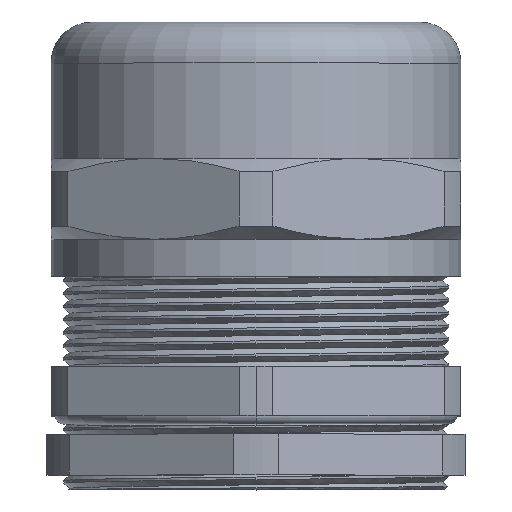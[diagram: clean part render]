
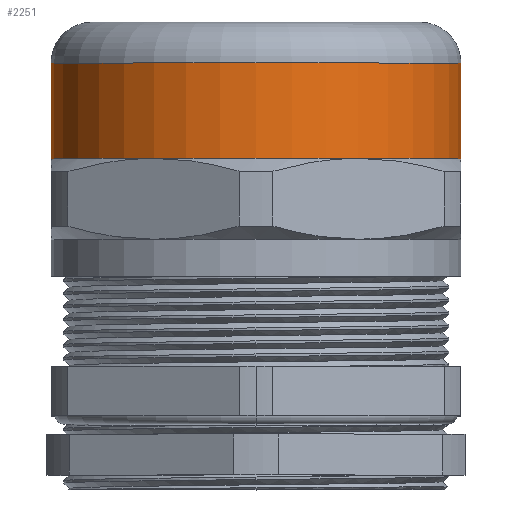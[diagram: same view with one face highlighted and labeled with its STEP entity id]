
A CAD part, top view. The second image highlights one B-rep face of the part: STEP entity #2251.
In plain terms, the highlighted cylindrical face has radius 25 mm (diameter 50 mm), a partial arc.
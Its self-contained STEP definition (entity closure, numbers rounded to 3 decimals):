
#30 = CIRCLE ( 'NONE', #7013, 25. ) ;
#260 = EDGE_CURVE ( 'NONE', #6704, #532, #2293, .T. ) ;
#507 = VECTOR ( 'NONE', #12199, 1000. ) ;
#532 = VERTEX_POINT ( 'NONE', #3781 ) ;
#655 = LINE ( 'NONE', #3644, #957 ) ;
#761 = ORIENTED_EDGE ( 'NONE', *, *, #9564, .F. ) ;
#900 = ORIENTED_EDGE ( 'NONE', *, *, #260, .F. ) ;
#957 = VECTOR ( 'NONE', #10298, 1000. ) ;
#2210 = AXIS2_PLACEMENT_3D ( 'NONE', #5946, #5937, #5931 ) ;
#2223 = DIRECTION ( 'NONE',  ( 1., 0., 0. ) ) ;
#2251 = ADVANCED_FACE ( 'NONE', ( #9119 ), #6298, .T. ) ;
#2270 = CARTESIAN_POINT ( 'NONE',  ( 0., -9., 0. ) ) ;
#2293 = CIRCLE ( 'NONE', #6165, 25. ) ;
#2330 = DIRECTION ( 'NONE',  ( 0., -1., 0. ) ) ;
#2531 = ORIENTED_EDGE ( 'NONE', *, *, #3141, .F. ) ;
#2736 = EDGE_LOOP ( 'NONE', ( #8820, #9569, #900, #761, #2531, #7484 ) ) ;
#2908 = EDGE_CURVE ( 'NONE', #4297, #7091, #30, .T. ) ;
#2925 = CIRCLE ( 'NONE', #6001, 25. ) ;
#3141 = EDGE_CURVE ( 'NONE', #4855, #6397, #7661, .T. ) ;
#3593 = CARTESIAN_POINT ( 'NONE',  ( -25., 43., 0. ) ) ;
#3644 = CARTESIAN_POINT ( 'NONE',  ( -25., -9., 0. ) ) ;
#3781 = CARTESIAN_POINT ( 'NONE',  ( -25., 31.375, 0. ) ) ;
#4297 = VERTEX_POINT ( 'NONE', #5316 ) ;
#4639 = DIRECTION ( 'NONE',  ( 0., -1., 0. ) ) ;
#4855 = VERTEX_POINT ( 'NONE', #11464 ) ;
#4988 = DIRECTION ( 'NONE',  ( 1., 0., 0. ) ) ;
#5003 = DIRECTION ( 'NONE',  ( 0., -1., 0. ) ) ;
#5029 = CARTESIAN_POINT ( 'NONE',  ( 0., 31.375, 0. ) ) ;
#5316 = CARTESIAN_POINT ( 'NONE',  ( 25., 43., 0. ) ) ;
#5931 = DIRECTION ( 'NONE',  ( 1., 0., 0. ) ) ;
#5937 = DIRECTION ( 'NONE',  ( 0., -1., 0. ) ) ;
#5946 = CARTESIAN_POINT ( 'NONE',  ( 0., 31.375, 0. ) ) ;
#6001 = AXIS2_PLACEMENT_3D ( 'NONE', #10307, #4639, #11215 ) ;
#6165 = AXIS2_PLACEMENT_3D ( 'NONE', #5029, #5003, #4988 ) ;
#6298 = CYLINDRICAL_SURFACE ( 'NONE', #8137, 25. ) ;
#6397 = VERTEX_POINT ( 'NONE', #9385 ) ;
#6704 = VERTEX_POINT ( 'NONE', #10680 ) ;
#7013 = AXIS2_PLACEMENT_3D ( 'NONE', #7397, #7351, #7347 ) ;
#7091 = VERTEX_POINT ( 'NONE', #3593 ) ;
#7347 = DIRECTION ( 'NONE',  ( 1., 0., 0. ) ) ;
#7351 = DIRECTION ( 'NONE',  ( 0., -1., 0. ) ) ;
#7397 = CARTESIAN_POINT ( 'NONE',  ( 0., 43., 0. ) ) ;
#7484 = ORIENTED_EDGE ( 'NONE', *, *, #10224, .F. ) ;
#7614 = CARTESIAN_POINT ( 'NONE',  ( 25., -9., 0. ) ) ;
#7661 = CIRCLE ( 'NONE', #2210, 25. ) ;
#8137 = AXIS2_PLACEMENT_3D ( 'NONE', #2270, #2330, #2223 ) ;
#8278 = LINE ( 'NONE', #7614, #507 ) ;
#8820 = ORIENTED_EDGE ( 'NONE', *, *, #2908, .T. ) ;
#9119 = FACE_OUTER_BOUND ( 'NONE', #2736, .T. ) ;
#9385 = CARTESIAN_POINT ( 'NONE',  ( 12.5, 31.375, 21.651 ) ) ;
#9564 = EDGE_CURVE ( 'NONE', #6397, #6704, #2925, .T. ) ;
#9569 = ORIENTED_EDGE ( 'NONE', *, *, #11376, .T. ) ;
#10224 = EDGE_CURVE ( 'NONE', #4297, #4855, #8278, .T. ) ;
#10298 = DIRECTION ( 'NONE',  ( 0., -1., 0. ) ) ;
#10307 = CARTESIAN_POINT ( 'NONE',  ( 0., 31.375, 0. ) ) ;
#10680 = CARTESIAN_POINT ( 'NONE',  ( -12.5, 31.375, 21.651 ) ) ;
#11215 = DIRECTION ( 'NONE',  ( 1., 0., 0. ) ) ;
#11376 = EDGE_CURVE ( 'NONE', #7091, #532, #655, .T. ) ;
#11464 = CARTESIAN_POINT ( 'NONE',  ( 25., 31.375, 0. ) ) ;
#12199 = DIRECTION ( 'NONE',  ( 0., -1., 0. ) ) ;
